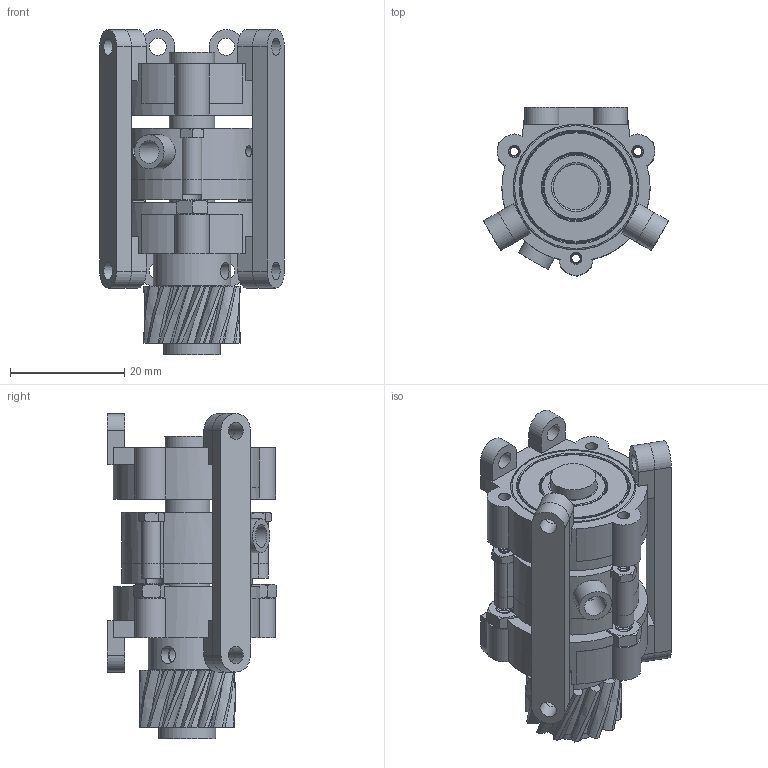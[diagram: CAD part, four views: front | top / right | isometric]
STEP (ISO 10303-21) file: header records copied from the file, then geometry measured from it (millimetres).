
FILE_DESCRIPTION(/* description */ (''),/* implementation_level */ '2;1');
FILE_NAME(/* name */ 'rotaryDamper2 v7.step',/* time_stamp */ '2022-09-12T21:42:25+03:00',/* author */ (''),/* organization */ (''),/* preprocessor_version */ 'ST-DEVELOPER v19',/* originating_system */ 'Autodesk Translation Framework v11.7.0.108',/* authorisation */ '');
FILE_SCHEMA (('AUTOMOTIVE_DESIGN { 1 0 10303 214 3 1 1 }'));
Length unit declared in the file: millimetre
Products named in the file (13): rotaryDamper2; 90592A075_Steel Hex Nut; 90592A085_Steel Hex Nut; topHolder; bottomHolder1; 4668K244_Permanently Lubricated Stainless Steel Ball Bearing; sideHolder2; sideHolder1; Healical Gear (14R@20.00 m=1.0); shaft; bottomCorpus; topCorpus; actuator
Assembly tree (17 placements, depth 2):
  rotaryDamper2
    90592A075_Steel Hex Nut  x3
    4668K244_Permanently Lubricated Stainless Steel Ball Bearing  x2
    90592A085_Steel Hex Nut  x3
    topHolder
    bottomHolder1
    sideHolder2
    sideHolder1
    Healical Gear (14R@20.00 m=1.0)
    shaft
    bottomCorpus
    topCorpus
    actuator
Bounding box: 32.44 x 29.66 x 57 mm (x, y, z)
Volume: 17510.1 mm3; surface area: 22700.9 mm2
Topology: 38 solids, 38 shells, 670 faces, 1685 edges, 1071 vertices
Faces by surface type: plane 235, cylinder 181, cone 129, bspline 99, sphere 14, torus 12
Full cylindrical faces by diameter (mm): 1.48 x6, 2 x23, 2.1 x3, 3 x33, 4 x1, 6 x1, 7.95 x1, 8 x5, 8.2 x2, 8.55 x1, 10 x1, 11.5 x8, 13 x1, 13.6 x1, 14 x1, 19.667 x8, 20 x1, 21 x1, 22 x4
Entity records: 22022 total; most frequent: CARTESIAN_POINT 10133, ORIENTED_EDGE 2510, DIRECTION 2253, EDGE_CURVE 1255, AXIS2_PLACEMENT_3D 870, VERTEX_POINT 817, EDGE_LOOP 587, LINE 513
